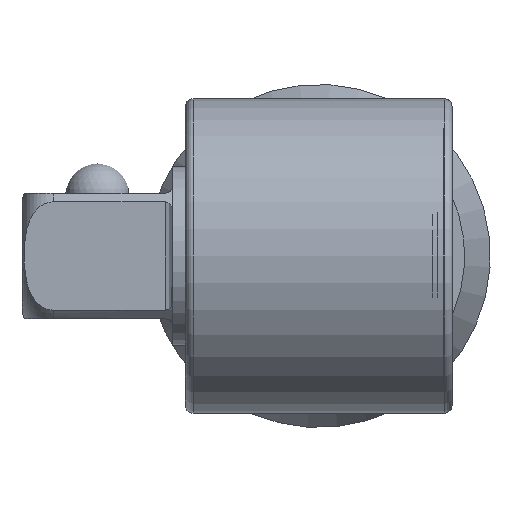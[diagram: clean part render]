
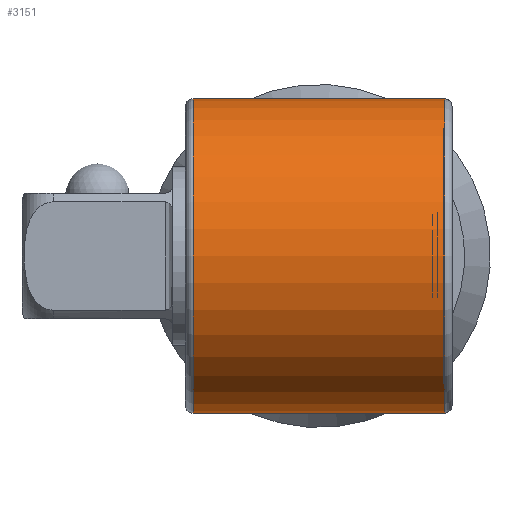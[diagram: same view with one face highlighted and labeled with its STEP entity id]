
A CAD part, left-side view. The second image highlights one B-rep face of the part: STEP entity #3151.
In plain terms, the highlighted cylindrical face has radius 15.875 mm (diameter 31.75 mm), a partial arc.
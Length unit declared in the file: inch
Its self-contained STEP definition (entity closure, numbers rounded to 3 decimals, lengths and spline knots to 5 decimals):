
#2819=CARTESIAN_POINT('',(0.67325,3764.8062,1.92802));
#2820=VERTEX_POINT('',#2819);
#2844=CARTESIAN_POINT('',(0.67325,3764.8062,0.67802));
#2845=VERTEX_POINT('',#2844);
#2853=CARTESIAN_POINT('',(0.67325,3764.8062,1.30302));
#2854=DIRECTION('',(0.0,1.0,0.0));
#2855=DIRECTION('',(-1.0,0.0,0.0));
#2856=AXIS2_PLACEMENT_3D('',#2853,#2854,#2855);
#2857=CIRCLE('',#2856,0.625);
#2858=EDGE_CURVE('',#2845,#2820,#2857,.T.);
#2956=CARTESIAN_POINT('',(0.67325,3763.8062,1.92802));
#2957=VERTEX_POINT('',#2956);
#2958=CARTESIAN_POINT('',(0.67325,3763.8062,1.92802));
#2959=DIRECTION('',(0.0,1.0,0.0));
#2960=VECTOR('',#2959,1.0);
#2961=LINE('',#2958,#2960);
#2962=EDGE_CURVE('',#2957,#2820,#2961,.T.);
#3024=CARTESIAN_POINT('',(0.67325,3763.8062,0.67802));
#3025=VERTEX_POINT('',#3024);
#3056=CARTESIAN_POINT('',(0.67325,3763.8062,1.30302));
#3057=DIRECTION('',(0.0,-1.0,0.0));
#3058=DIRECTION('',(-1.0,0.0,0.0));
#3059=AXIS2_PLACEMENT_3D('',#3056,#3057,#3058);
#3060=CIRCLE('',#3059,0.625);
#3061=EDGE_CURVE('',#2957,#3025,#3060,.T.);
#3131=CARTESIAN_POINT('',(0.67325,3764.8062,0.67802));
#3132=DIRECTION('',(0.0,-1.0,0.0));
#3133=VECTOR('',#3132,1.0);
#3134=LINE('',#3131,#3133);
#3135=EDGE_CURVE('',#2845,#3025,#3134,.T.);
#3140=CARTESIAN_POINT('',(0.67325,3764.8362,1.30302));
#3141=DIRECTION('',(0.,-1.0,0.));
#3142=DIRECTION('',(-1.0,0.0,0.0));
#3143=AXIS2_PLACEMENT_3D('',#3140,#3141,#3142);
#3144=CYLINDRICAL_SURFACE('',#3143,0.625);
#3145=ORIENTED_EDGE('',*,*,#2858,.F.);
#3146=ORIENTED_EDGE('',*,*,#3135,.T.);
#3147=ORIENTED_EDGE('',*,*,#3061,.F.);
#3148=ORIENTED_EDGE('',*,*,#2962,.T.);
#3149=EDGE_LOOP('',(#3145,#3146,#3147,#3148));
#3150=FACE_OUTER_BOUND('',#3149,.T.);
#3151=ADVANCED_FACE('',(#3150),#3144,.T.);
